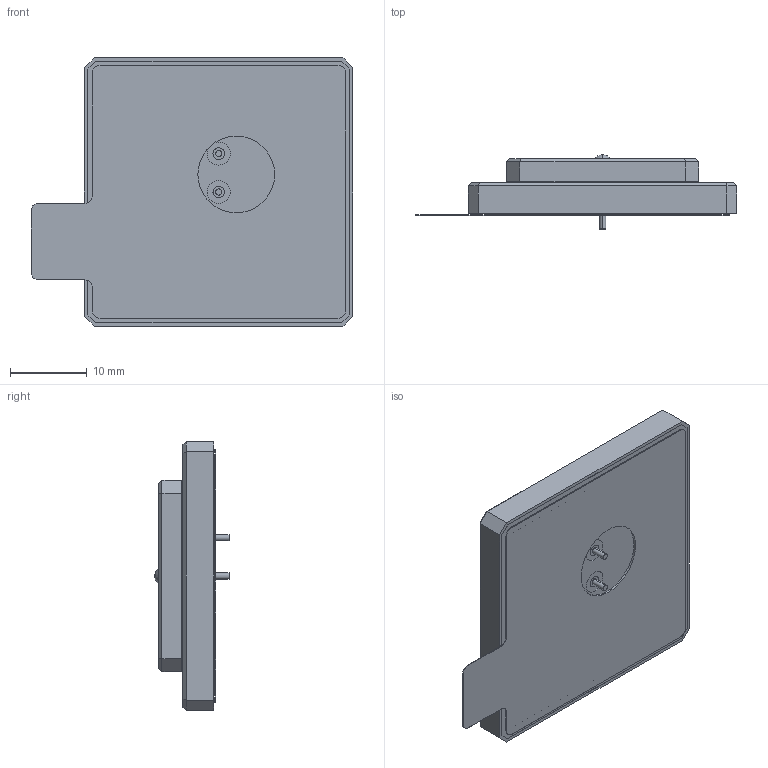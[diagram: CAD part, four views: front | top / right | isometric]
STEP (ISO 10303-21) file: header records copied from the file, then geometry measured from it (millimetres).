
FILE_DESCRIPTION (( 'STEP AP214' ), '1' );
FILE_NAME ('GPSDSF.35.7.A.08.STEP', '2018-08-06T09:55:33', ( '' ), ( '' ), 'SwSTEP 2.0', 'SolidWorks 2017', '' );
FILE_SCHEMA (( 'AUTOMOTIVE_DESIGN' ));
Length unit declared in the file: millimetre
Products named in the file (3): GPSDSF.35.7.A.08; GPSDSF.35.7.A.08_Double sided adhesive
Assembly tree (2 placements, depth 2):
  GPSDSF.35.7.A.08
    GPSDSF.35.7.A.08
    GPSDSF.35.7.A.08_Double sided adhesive
Bounding box: 41.96 x 9.65 x 35 mm (x, y, z)
Volume: 7073.1 mm3; surface area: 5934.5 mm2
Topology: 3 solids, 3 shells, 572 faces, 1422 edges, 942 vertices
Faces by surface type: plane 289, bspline 247, cylinder 34, torus 2
Entity records: 24061 total; most frequent: CARTESIAN_POINT 12238, ORIENTED_EDGE 2844, DIRECTION 1664, EDGE_CURVE 1422, VERTEX_POINT 942, LINE 852, VECTOR 852, EDGE_LOOP 662
